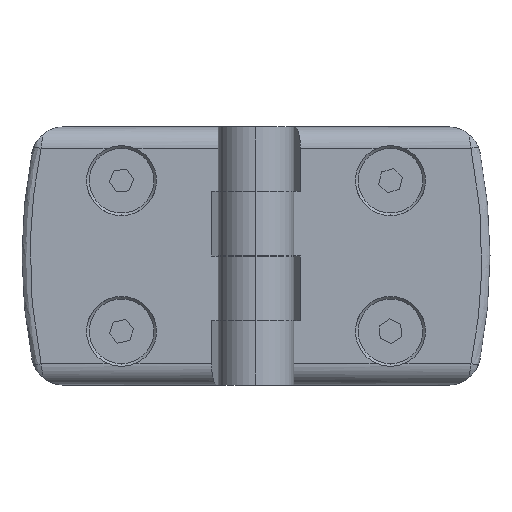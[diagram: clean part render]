
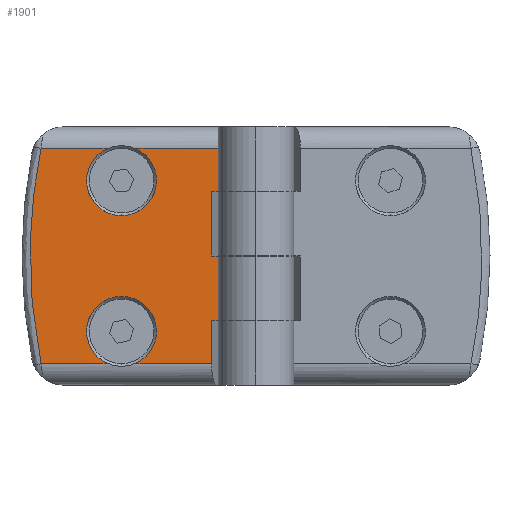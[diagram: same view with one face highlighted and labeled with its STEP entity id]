
A CAD part, left-side view. The second image highlights one B-rep face of the part: STEP entity #1901.
In plain terms, the highlighted planar face has unit normal (-1, 0, 0).
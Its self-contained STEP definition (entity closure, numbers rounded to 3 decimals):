
#11 = CARTESIAN_POINT ( 'NONE',  ( -7.9, 8.265, -12. ) ) ;
#26 = LINE ( 'NONE', #217, #4521 ) ;
#63 = CARTESIAN_POINT ( 'NONE',  ( -7.9, 0., 0. ) ) ;
#165 = ORIENTED_EDGE ( 'NONE', *, *, #1662, .T. ) ;
#191 = VERTEX_POINT ( 'NONE', #3653 ) ;
#193 = DIRECTION ( 'NONE',  ( 0., 0., -1. ) ) ;
#217 = CARTESIAN_POINT ( 'NONE',  ( -7.9, 34.5, -20. ) ) ;
#230 = CARTESIAN_POINT ( 'NONE',  ( -7.9, 25., -14. ) ) ;
#233 = DIRECTION ( 'NONE',  ( 1., 0., 0. ) ) ;
#253 = LINE ( 'NONE', #2372, #3758 ) ;
#261 = CARTESIAN_POINT ( 'NONE',  ( -7.9, 27.5, -20. ) ) ;
#284 = CIRCLE ( 'NONE', #2161, 6.5 ) ;
#300 = DIRECTION ( 'NONE',  ( 0., 1., 0. ) ) ;
#329 = VECTOR ( 'NONE', #737, 1000. ) ;
#419 = VERTEX_POINT ( 'NONE', #2158 ) ;
#430 = DIRECTION ( 'NONE',  ( 0., 0., 1. ) ) ;
#447 = CIRCLE ( 'NONE', #4699, 6.5 ) ;
#570 = EDGE_CURVE ( 'NONE', #1616, #4848, #284, .T. ) ;
#648 = CIRCLE ( 'NONE', #4807, 6.5 ) ;
#652 = CARTESIAN_POINT ( 'NONE',  ( -7.9, 0., 12. ) ) ;
#653 = CIRCLE ( 'NONE', #3158, 6.5 ) ;
#737 = DIRECTION ( 'NONE',  ( 0., 0., 1. ) ) ;
#750 = CARTESIAN_POINT ( 'NONE',  ( -7.9, 7., 0. ) ) ;
#797 = DIRECTION ( 'NONE',  ( 1., 0., 0. ) ) ;
#816 = CARTESIAN_POINT ( 'NONE',  ( -7.9, 0., -12. ) ) ;
#868 = EDGE_CURVE ( 'NONE', #2929, #4792, #648, .T. ) ;
#869 = CARTESIAN_POINT ( 'NONE',  ( -7.9, 22.5, 20. ) ) ;
#916 = DIRECTION ( 'NONE',  ( -1., 0., 0. ) ) ;
#981 = FACE_OUTER_BOUND ( 'NONE', #4661, .T. ) ;
#1106 = ORIENTED_EDGE ( 'NONE', *, *, #3147, .F. ) ;
#1112 = ORIENTED_EDGE ( 'NONE', *, *, #1316, .F. ) ;
#1126 = LINE ( 'NONE', #63, #5127 ) ;
#1155 = CARTESIAN_POINT ( 'NONE',  ( -7.9, 8.265, 0. ) ) ;
#1204 = DIRECTION ( 'NONE',  ( 0., -1., 0. ) ) ;
#1316 = EDGE_CURVE ( 'NONE', #3852, #419, #4331, .T. ) ;
#1392 = CARTESIAN_POINT ( 'NONE',  ( -7.9, 29.5, 20. ) ) ;
#1397 = CARTESIAN_POINT ( 'NONE',  ( -7.9, 22.5, -20. ) ) ;
#1421 = DIRECTION ( 'NONE',  ( 0., 0., 1. ) ) ;
#1462 = CARTESIAN_POINT ( 'NONE',  ( -7.9, 25., 14. ) ) ;
#1498 = EDGE_CURVE ( 'NONE', #4914, #3236, #2644, .T. ) ;
#1580 = EDGE_CURVE ( 'NONE', #4792, #419, #2827, .T. ) ;
#1594 = EDGE_CURVE ( 'NONE', #191, #5032, #2890, .T. ) ;
#1616 = VERTEX_POINT ( 'NONE', #261 ) ;
#1618 = DIRECTION ( 'NONE',  ( 0., 0., -1. ) ) ;
#1650 = CARTESIAN_POINT ( 'NONE',  ( -7.9, 7., 20. ) ) ;
#1662 = EDGE_CURVE ( 'NONE', #3302, #4914, #3583, .T. ) ;
#1669 = ORIENTED_EDGE ( 'NONE', *, *, #1594, .T. ) ;
#1675 = ORIENTED_EDGE ( 'NONE', *, *, #3500, .T. ) ;
#1714 = DIRECTION ( 'NONE',  ( 0., -1., 0. ) ) ;
#1768 = EDGE_CURVE ( 'NONE', #5032, #3173, #2331, .T. ) ;
#1796 = ORIENTED_EDGE ( 'NONE', *, *, #3536, .T. ) ;
#1845 = CARTESIAN_POINT ( 'NONE',  ( -7.9, 42.694, 6.761 ) ) ;
#1880 = LINE ( 'NONE', #652, #2575 ) ;
#1901 = ADVANCED_FACE ( 'NONE', ( #981 ), #3328, .T. ) ;
#2099 = ORIENTED_EDGE ( 'NONE', *, *, #868, .T. ) ;
#2123 = EDGE_CURVE ( 'NONE', #3236, #2929, #447, .T. ) ;
#2126 = CARTESIAN_POINT ( 'NONE',  ( -7.9, 7., 24. ) ) ;
#2149 = VERTEX_POINT ( 'NONE', #1397 ) ;
#2158 = CARTESIAN_POINT ( 'NONE',  ( -7.9, 39.948, 20. ) ) ;
#2161 = AXIS2_PLACEMENT_3D ( 'NONE', #3497, #3476, #193 ) ;
#2262 = AXIS2_PLACEMENT_3D ( 'NONE', #2916, #916, #430 ) ;
#2326 = CARTESIAN_POINT ( 'NONE',  ( -7.9, 39.948, 20. ) ) ;
#2330 = EDGE_CURVE ( 'NONE', #191, #2149, #253, .T. ) ;
#2331 = LINE ( 'NONE', #816, #2513 ) ;
#2372 = CARTESIAN_POINT ( 'NONE',  ( -7.9, 34.5, -20. ) ) ;
#2513 = VECTOR ( 'NONE', #1204, 1000. ) ;
#2538 = CARTESIAN_POINT ( 'NONE',  ( -7.9, 39.948, -20. ) ) ;
#2570 = ORIENTED_EDGE ( 'NONE', *, *, #2835, .T. ) ;
#2575 = VECTOR ( 'NONE', #4726, 1000. ) ;
#2644 = LINE ( 'NONE', #1392, #4740 ) ;
#2673 = DIRECTION ( 'NONE',  ( 0., 0., 1. ) ) ;
#2751 = CARTESIAN_POINT ( 'NONE',  ( -7.9, 25., 7.5 ) ) ;
#2821 = LINE ( 'NONE', #2126, #3760 ) ;
#2827 = LINE ( 'NONE', #3024, #3770 ) ;
#2835 = EDGE_CURVE ( 'NONE', #4337, #3302, #1880, .T. ) ;
#2890 = LINE ( 'NONE', #3976, #329 ) ;
#2916 = CARTESIAN_POINT ( 'NONE',  ( -7.9, 29.5, 24. ) ) ;
#2929 = VERTEX_POINT ( 'NONE', #2751 ) ;
#3024 = CARTESIAN_POINT ( 'NONE',  ( -7.9, 29.5, 20. ) ) ;
#3040 = DIRECTION ( 'NONE',  ( 0., 1., 0. ) ) ;
#3077 = DIRECTION ( 'NONE',  ( 0., 0., -1. ) ) ;
#3086 = DIRECTION ( 'NONE',  ( 1., 0., 0. ) ) ;
#3147 = EDGE_CURVE ( 'NONE', #4863, #4825, #1126, .T. ) ;
#3158 = AXIS2_PLACEMENT_3D ( 'NONE', #230, #3086, #3478 ) ;
#3173 = VERTEX_POINT ( 'NONE', #4553 ) ;
#3236 = VERTEX_POINT ( 'NONE', #869 ) ;
#3240 = ORIENTED_EDGE ( 'NONE', *, *, #570, .T. ) ;
#3251 = EDGE_CURVE ( 'NONE', #3173, #4825, #2821, .T. ) ;
#3271 = ORIENTED_EDGE ( 'NONE', *, *, #3251, .T. ) ;
#3302 = VERTEX_POINT ( 'NONE', #3777 ) ;
#3328 = PLANE ( 'NONE',  #2262 ) ;
#3382 = CARTESIAN_POINT ( 'NONE',  ( -7.9, 8.265, 12. ) ) ;
#3476 = DIRECTION ( 'NONE',  ( 1., 0., 0. ) ) ;
#3478 = DIRECTION ( 'NONE',  ( 0., 0., -1. ) ) ;
#3497 = CARTESIAN_POINT ( 'NONE',  ( -7.9, 25., -14. ) ) ;
#3500 = EDGE_CURVE ( 'NONE', #4848, #2149, #653, .T. ) ;
#3536 = EDGE_CURVE ( 'NONE', #4863, #4337, #4978, .T. ) ;
#3562 = ORIENTED_EDGE ( 'NONE', *, *, #4506, .F. ) ;
#3583 = LINE ( 'NONE', #5270, #5256 ) ;
#3653 = CARTESIAN_POINT ( 'NONE',  ( -7.9, 8.265, -20. ) ) ;
#3758 = VECTOR ( 'NONE', #300, 1000. ) ;
#3760 = VECTOR ( 'NONE', #1421, 1000. ) ;
#3770 = VECTOR ( 'NONE', #4362, 1000. ) ;
#3777 = CARTESIAN_POINT ( 'NONE',  ( -7.9, 7., 12. ) ) ;
#3817 = VECTOR ( 'NONE', #2673, 1000. ) ;
#3827 = CARTESIAN_POINT ( 'NONE',  ( -7.9, 25., -7.5 ) ) ;
#3852 = VERTEX_POINT ( 'NONE', #2538 ) ;
#3957 = ORIENTED_EDGE ( 'NONE', *, *, #1580, .T. ) ;
#3976 = CARTESIAN_POINT ( 'NONE',  ( -7.9, 8.265, -12. ) ) ;
#4128 = ORIENTED_EDGE ( 'NONE', *, *, #1768, .T. ) ;
#4234 = CARTESIAN_POINT ( 'NONE',  ( -7.9, 42.694, -6.761 ) ) ;
#4307 = DIRECTION ( 'NONE',  ( 0., 1., 0. ) ) ;
#4331 =( BOUNDED_CURVE ( )  B_SPLINE_CURVE ( 3, ( #4741, #4234, #1845, #2326 ),
 .UNSPECIFIED., .F., .F. ) 
 B_SPLINE_CURVE_WITH_KNOTS ( ( 4, 4 ),
 ( 0., 1. ),
 .UNSPECIFIED. ) 
 CURVE ( )  GEOMETRIC_REPRESENTATION_ITEM ( )  RATIONAL_B_SPLINE_CURVE ( ( 1., 0.986, 0.986, 1. ) ) 
 REPRESENTATION_ITEM ( '' )  );
#4337 = VERTEX_POINT ( 'NONE', #3382 ) ;
#4362 = DIRECTION ( 'NONE',  ( 0., 1., 0. ) ) ;
#4506 = EDGE_CURVE ( 'NONE', #1616, #3852, #26, .T. ) ;
#4521 = VECTOR ( 'NONE', #4307, 1000. ) ;
#4553 = CARTESIAN_POINT ( 'NONE',  ( -7.9, 7., -12. ) ) ;
#4661 = EDGE_LOOP ( 'NONE', ( #165, #4835, #5253, #2099, #3957, #1112, #3562, #3240, #1675, #4979, #1669, #4128, #3271, #1106, #1796, #2570 ) ) ;
#4699 = AXIS2_PLACEMENT_3D ( 'NONE', #1462, #233, #3077 ) ;
#4726 = DIRECTION ( 'NONE',  ( 0., -1., 0. ) ) ;
#4731 = CARTESIAN_POINT ( 'NONE',  ( -7.9, 27.5, 20. ) ) ;
#4740 = VECTOR ( 'NONE', #3040, 1000. ) ;
#4741 = CARTESIAN_POINT ( 'NONE',  ( -7.9, 39.948, -20. ) ) ;
#4792 = VERTEX_POINT ( 'NONE', #4731 ) ;
#4807 = AXIS2_PLACEMENT_3D ( 'NONE', #4897, #797, #1618 ) ;
#4825 = VERTEX_POINT ( 'NONE', #750 ) ;
#4835 = ORIENTED_EDGE ( 'NONE', *, *, #1498, .T. ) ;
#4848 = VERTEX_POINT ( 'NONE', #3827 ) ;
#4856 = DIRECTION ( 'NONE',  ( 0., 0., 1. ) ) ;
#4863 = VERTEX_POINT ( 'NONE', #1155 ) ;
#4897 = CARTESIAN_POINT ( 'NONE',  ( -7.9, 25., 14. ) ) ;
#4914 = VERTEX_POINT ( 'NONE', #1650 ) ;
#4978 = LINE ( 'NONE', #5123, #3817 ) ;
#4979 = ORIENTED_EDGE ( 'NONE', *, *, #2330, .F. ) ;
#5032 = VERTEX_POINT ( 'NONE', #11 ) ;
#5123 = CARTESIAN_POINT ( 'NONE',  ( -7.9, 8.265, 0. ) ) ;
#5127 = VECTOR ( 'NONE', #1714, 1000. ) ;
#5253 = ORIENTED_EDGE ( 'NONE', *, *, #2123, .T. ) ;
#5256 = VECTOR ( 'NONE', #4856, 1000. ) ;
#5270 = CARTESIAN_POINT ( 'NONE',  ( -7.9, 7., 24. ) ) ;
